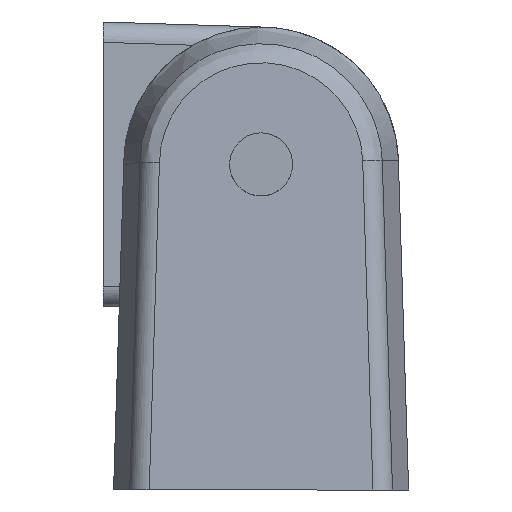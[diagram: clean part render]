
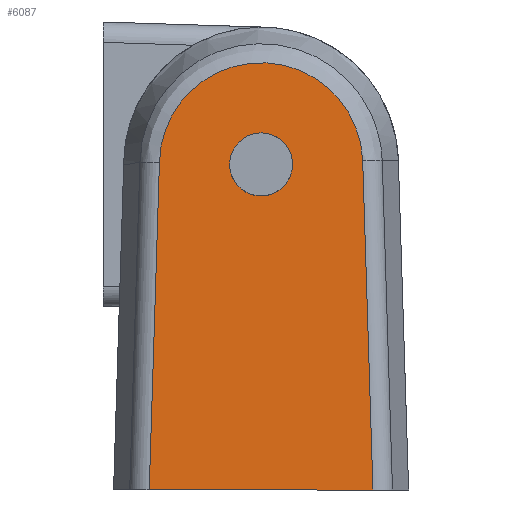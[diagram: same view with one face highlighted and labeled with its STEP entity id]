
A CAD part, front view. The second image highlights one B-rep face of the part: STEP entity #6087.
In plain terms, the highlighted planar face has unit normal (0, -0.999, 0.035).
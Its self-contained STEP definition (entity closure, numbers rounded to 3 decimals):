
#71 = PLANE ( 'NONE',  #16892 ) ;
#72 = CARTESIAN_POINT ( 'NONE',  ( 20., -106.411, 13.5 ) ) ;
#73 = DIRECTION ( 'NONE',  ( 0., -0.999, 0.035 ) ) ;
#74 = DIRECTION ( 'NONE',  ( 0., -0.035, -0.999 ) ) ;
#3661 = B_SPLINE_CURVE_WITH_KNOTS ( 'NONE', 3,
 ( #6714, #6715, #6716, #6717, #6718, #6719, #6720, #6721, #6722, #6723, #6724, #6725, #6726, #6727, #6728, #6729, #6730, #6731, #6732, #6733, #6734, #6735, #6736, #6737, #6738, #6739, #6740, #6741, #6742, #6743, #6744, #6745, #6746, #6747, #6748, #6749, #6750, #6751, #6752, #6753, #6754, #6755, #6756, #6757, #6758, #6759, #6760, #6761, #6762, #6763, #6764, #6765 ),
 .UNSPECIFIED., .F., .F.,
 ( 4, 2, 2, 2, 2, 2, 2, 2, 2, 2, 2, 2, 2, 2, 2, 2, 2, 2, 2, 2, 2, 2, 2, 2, 2, 4 ),
 ( 0., 0.001, 0.002, 0.003, 0.004, 0.006, 0.007, 0.008, 0.01, 0.011, 0.011, 0.013, 0.014, 0.015, 0.016, 0.017, 0.019, 0.02, 0.021, 0.023, 0.024, 0.025, 0.027, 0.028, 0.029, 0.031 ),
 .UNSPECIFIED. ) ;
#5219 = LINE ( 'NONE', #6686, #5952 ) ;
#5226 = LINE ( 'NONE', #6712, #5959 ) ;
#5227 = LINE ( 'NONE', #6766, #5960 ) ;
#5952 = VECTOR ( 'NONE', #6687, 1000. ) ;
#5959 = VECTOR ( 'NONE', #6713, 1000. ) ;
#5960 = VECTOR ( 'NONE', #6767, 1000. ) ;
#6087 = ADVANCED_FACE ( 'NONE', ( #15387, #15388 ), #71, .T. ) ;
#6509 = CARTESIAN_POINT ( 'NONE',  ( 0., -106.991, -3.1 ) ) ;
#6510 = CARTESIAN_POINT ( 'NONE',  ( -6.2, -106.991, -3.1 ) ) ;
#6511 = CARTESIAN_POINT ( 'NONE',  ( -6.2, -106.774, 3.1 ) ) ;
#6512 = CARTESIAN_POINT ( 'NONE',  ( 0., -106.774, 3.1 ) ) ;
#6642 = CARTESIAN_POINT ( 'NONE',  ( 0., -106.774, 3.1 ) ) ;
#6643 = CARTESIAN_POINT ( 'NONE',  ( 6.2, -106.774, 3.1 ) ) ;
#6644 = CARTESIAN_POINT ( 'NONE',  ( 6.2, -106.991, -3.1 ) ) ;
#6645 = CARTESIAN_POINT ( 'NONE',  ( 0., -106.991, -3.1 ) ) ;
#6686 = CARTESIAN_POINT ( 'NONE',  ( 14.5, -108., -32. ) ) ;
#6687 = DIRECTION ( 'NONE',  ( -1., 0., 0. ) ) ;
#6712 = CARTESIAN_POINT ( 'NONE',  ( -9.551, -106.379, 14.416 ) ) ;
#6713 = DIRECTION ( 'NONE',  ( -0.031, -0.035, -0.999 ) ) ;
#6714 = CARTESIAN_POINT ( 'NONE',  ( 9.986, -106.868, 0.41 ) ) ;
#6715 = CARTESIAN_POINT ( 'NONE',  ( 9.976, -106.857, 0.734 ) ) ;
#6716 = CARTESIAN_POINT ( 'NONE',  ( 9.945, -106.846, 1.053 ) ) ;
#6717 = CARTESIAN_POINT ( 'NONE',  ( 9.857, -106.824, 1.686 ) ) ;
#6718 = CARTESIAN_POINT ( 'NONE',  ( 9.799, -106.813, 1.999 ) ) ;
#6719 = CARTESIAN_POINT ( 'NONE',  ( 9.651, -106.791, 2.619 ) ) ;
#6720 = CARTESIAN_POINT ( 'NONE',  ( 9.562, -106.78, 2.925 ) ) ;
#6721 = CARTESIAN_POINT ( 'NONE',  ( 9.355, -106.759, 3.531 ) ) ;
#6722 = CARTESIAN_POINT ( 'NONE',  ( 9.236, -106.749, 3.832 ) ) ;
#6723 = CARTESIAN_POINT ( 'NONE',  ( 8.837, -106.718, 4.714 ) ) ;
#6724 = CARTESIAN_POINT ( 'NONE',  ( 8.519, -106.699, 5.268 ) ) ;
#6725 = CARTESIAN_POINT ( 'NONE',  ( 7.964, -106.671, 6.049 ) ) ;
#6726 = CARTESIAN_POINT ( 'NONE',  ( 7.766, -106.663, 6.301 ) ) ;
#6727 = CARTESIAN_POINT ( 'NONE',  ( 7.344, -106.646, 6.788 ) ) ;
#6728 = CARTESIAN_POINT ( 'NONE',  ( 7.119, -106.637, 7.022 ) ) ;
#6729 = CARTESIAN_POINT ( 'NONE',  ( 6.421, -106.614, 7.684 ) ) ;
#6730 = CARTESIAN_POINT ( 'NONE',  ( 5.918, -106.6, 8.078 ) ) ;
#6731 = CARTESIAN_POINT ( 'NONE',  ( 5.109, -106.582, 8.597 ) ) ;
#6732 = CARTESIAN_POINT ( 'NONE',  ( 4.828, -106.577, 8.759 ) ) ;
#6733 = CARTESIAN_POINT ( 'NONE',  ( 4.253, -106.566, 9.052 ) ) ;
#6734 = CARTESIAN_POINT ( 'NONE',  ( 3.96, -106.562, 9.183 ) ) ;
#6735 = CARTESIAN_POINT ( 'NONE',  ( 3.066, -106.55, 9.531 ) ) ;
#6736 = CARTESIAN_POINT ( 'NONE',  ( 2.451, -106.544, 9.707 ) ) ;
#6737 = CARTESIAN_POINT ( 'NONE',  ( 1.5, -106.537, 9.885 ) ) ;
#6738 = CARTESIAN_POINT ( 'NONE',  ( 1.179, -106.536, 9.929 ) ) ;
#6739 = CARTESIAN_POINT ( 'NONE',  ( 0.54, -106.534, 9.986 ) ) ;
#6740 = CARTESIAN_POINT ( 'NONE',  ( 0.221, -106.533, 9.999 ) ) ;
#6741 = CARTESIAN_POINT ( 'NONE',  ( -0.417, -106.534, 9.993 ) ) ;
#6742 = CARTESIAN_POINT ( 'NONE',  ( -0.735, -106.534, 9.974 ) ) ;
#6743 = CARTESIAN_POINT ( 'NONE',  ( -1.372, -106.537, 9.904 ) ) ;
#6744 = CARTESIAN_POINT ( 'NONE',  ( -1.692, -106.538, 9.853 ) ) ;
#6745 = CARTESIAN_POINT ( 'NONE',  ( -2.64, -106.545, 9.657 ) ) ;
#6746 = CARTESIAN_POINT ( 'NONE',  ( -3.251, -106.552, 9.47 ) ) ;
#6747 = CARTESIAN_POINT ( 'NONE',  ( -4.137, -106.565, 9.105 ) ) ;
#6748 = CARTESIAN_POINT ( 'NONE',  ( -4.427, -106.569, 8.969 ) ) ;
#6749 = CARTESIAN_POINT ( 'NONE',  ( -4.995, -106.58, 8.665 ) ) ;
#6750 = CARTESIAN_POINT ( 'NONE',  ( -5.273, -106.586, 8.497 ) ) ;
#6751 = CARTESIAN_POINT ( 'NONE',  ( -6.074, -106.605, 7.961 ) ) ;
#6752 = CARTESIAN_POINT ( 'NONE',  ( -6.569, -106.619, 7.558 ) ) ;
#6753 = CARTESIAN_POINT ( 'NONE',  ( -7.254, -106.642, 6.882 ) ) ;
#6754 = CARTESIAN_POINT ( 'NONE',  ( -7.474, -106.651, 6.644 ) ) ;
#6755 = CARTESIAN_POINT ( 'NONE',  ( -7.887, -106.668, 6.148 ) ) ;
#6756 = CARTESIAN_POINT ( 'NONE',  ( -8.08, -106.677, 5.892 ) ) ;
#6757 = CARTESIAN_POINT ( 'NONE',  ( -8.62, -106.704, 5.1 ) ) ;
#6758 = CARTESIAN_POINT ( 'NONE',  ( -8.927, -106.724, 4.541 ) ) ;
#6759 = CARTESIAN_POINT ( 'NONE',  ( -9.308, -106.755, 3.654 ) ) ;
#6760 = CARTESIAN_POINT ( 'NONE',  ( -9.422, -106.766, 3.349 ) ) ;
#6761 = CARTESIAN_POINT ( 'NONE',  ( -9.618, -106.787, 2.738 ) ) ;
#6762 = CARTESIAN_POINT ( 'NONE',  ( -9.702, -106.798, 2.429 ) ) ;
#6763 = CARTESIAN_POINT ( 'NONE',  ( -9.905, -106.83, 1.494 ) ) ;
#6764 = CARTESIAN_POINT ( 'NONE',  ( -9.972, -106.853, 0.857 ) ) ;
#6765 = CARTESIAN_POINT ( 'NONE',  ( -9.992, -106.875, 0.211 ) ) ;
#6766 = CARTESIAN_POINT ( 'NONE',  ( 9.987, -106.87, 0.372 ) ) ;
#6767 = DIRECTION ( 'NONE',  ( -0.031, 0.035, 0.999 ) ) ;
#9084 = CARTESIAN_POINT ( 'NONE',  ( 9.986, -106.868, 0.41 ) ) ;
#9085 = CARTESIAN_POINT ( 'NONE',  ( -9.992, -106.875, 0.211 ) ) ;
#9098 = CARTESIAN_POINT ( 'NONE',  ( 10.992, -108., -32. ) ) ;
#9099 = CARTESIAN_POINT ( 'NONE',  ( -10.992, -108., -32. ) ) ;
#9132 = CARTESIAN_POINT ( 'NONE',  ( 0., -106.991, -3.1 ) ) ;
#9133 = CARTESIAN_POINT ( 'NONE',  ( 0., -106.774, 3.1 ) ) ;
#10983 =( BOUNDED_CURVE ( )  B_SPLINE_CURVE ( 3, ( #6642, #6643, #6644, #6645 ),
 .UNSPECIFIED., .F., .T. ) 
 B_SPLINE_CURVE_WITH_KNOTS ( ( 4, 4 ),
 ( 0., 3.142 ),
 .UNSPECIFIED. ) 
 CURVE ( )  GEOMETRIC_REPRESENTATION_ITEM ( )  RATIONAL_B_SPLINE_CURVE ( ( 1., 0.333, 0.333, 1. ) ) 
 REPRESENTATION_ITEM ( '' )  );
#11012 =( BOUNDED_CURVE ( )  B_SPLINE_CURVE ( 3, ( #6509, #6510, #6511, #6512 ),
 .UNSPECIFIED., .F., .T. ) 
 B_SPLINE_CURVE_WITH_KNOTS ( ( 4, 4 ),
 ( 3.142, 6.283 ),
 .UNSPECIFIED. ) 
 CURVE ( )  GEOMETRIC_REPRESENTATION_ITEM ( )  RATIONAL_B_SPLINE_CURVE ( ( 1., 0.333, 0.333, 1. ) ) 
 REPRESENTATION_ITEM ( '' )  );
#11747 = EDGE_LOOP ( 'NONE', ( #13080, #13081 ) ) ;
#11748 = EDGE_LOOP ( 'NONE', ( #13082, #13084, #13083, #13085 ) ) ;
#13080 = ORIENTED_EDGE ( 'NONE', *, *, #13422, .T. ) ;
#13081 = ORIENTED_EDGE ( 'NONE', *, *, #13383, .T. ) ;
#13082 = ORIENTED_EDGE ( 'NONE', *, *, #13443, .T. ) ;
#13083 = ORIENTED_EDGE ( 'NONE', *, *, #13432, .F. ) ;
#13084 = ORIENTED_EDGE ( 'NONE', *, *, #13442, .T. ) ;
#13085 = ORIENTED_EDGE ( 'NONE', *, *, #13444, .T. ) ;
#13383 = EDGE_CURVE ( 'NONE', #14756, #14757, #11012, .T. ) ;
#13422 = EDGE_CURVE ( 'NONE', #14757, #14756, #10983, .T. ) ;
#13432 = EDGE_CURVE ( 'NONE', #14722, #14723, #5219, .T. ) ;
#13442 = EDGE_CURVE ( 'NONE', #14709, #14723, #5226, .T. ) ;
#13443 = EDGE_CURVE ( 'NONE', #14708, #14709, #3661, .T. ) ;
#13444 = EDGE_CURVE ( 'NONE', #14722, #14708, #5227, .T. ) ;
#14708 = VERTEX_POINT ( 'NONE', #9084 ) ;
#14709 = VERTEX_POINT ( 'NONE', #9085 ) ;
#14722 = VERTEX_POINT ( 'NONE', #9098 ) ;
#14723 = VERTEX_POINT ( 'NONE', #9099 ) ;
#14756 = VERTEX_POINT ( 'NONE', #9132 ) ;
#14757 = VERTEX_POINT ( 'NONE', #9133 ) ;
#15387 = FACE_BOUND ( 'NONE', #11747, .T. ) ;
#15388 = FACE_OUTER_BOUND ( 'NONE', #11748, .T. ) ;
#16892 = AXIS2_PLACEMENT_3D ( 'NONE', #72, #73, #74 ) ;
